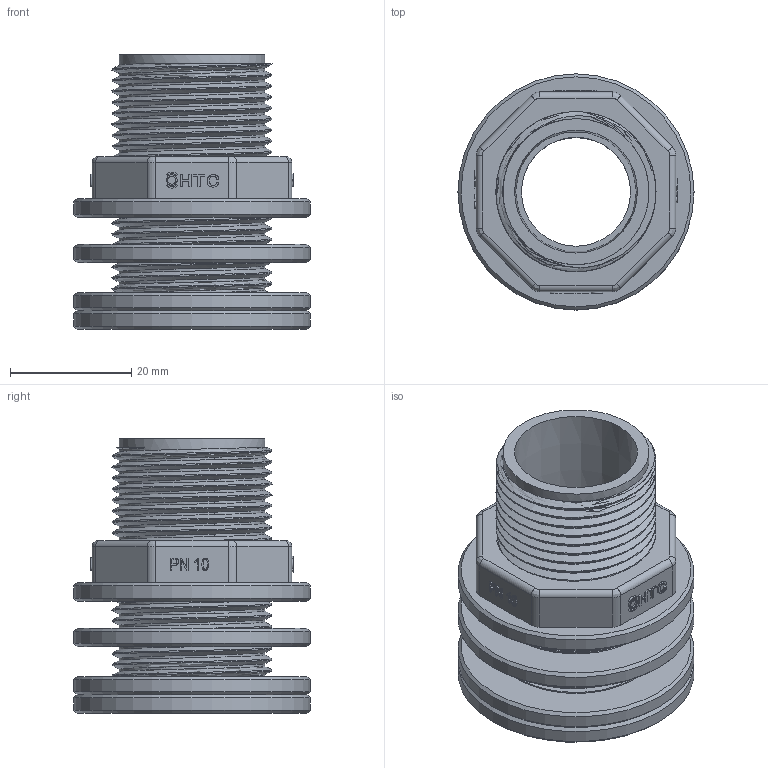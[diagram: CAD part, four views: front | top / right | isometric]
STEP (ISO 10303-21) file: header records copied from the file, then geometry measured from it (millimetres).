
FILE_DESCRIPTION(/* description */ (''),/* implementation_level */ '2;1');
FILE_NAME(/* name */ '圆底水箱接头20.stp',/* time_stamp */ '2025-09-27T08:37:09+08:00',/* author */ (''),/* organization */ (''),/* preprocessor_version */ 'ST-DEVELOPER v16.7',/* originating_system */ 'SIEMENS PLM Software NX 12.0',/* authorisation */ '');
FILE_SCHEMA (('AUTOMOTIVE_DESIGN { 1 0 10303 214 3 1 1 1 }'));
Length unit declared in the file: millimetre
Products named in the file (1): Admi06C0A70380ib
Bounding box: 39 x 39 x 45.3 mm (x, y, z)
Volume: 20714.9 mm3; surface area: 18016.7 mm2
Topology: 4 solids, 4 shells, 310 faces, 805 edges, 531 vertices
Faces by surface type: plane 145, cylinder 73, extrusion 71, bspline 12, cone 9
Full cylindrical faces by diameter (mm): 1.339 x1, 1.785 x1, 18 x1, 24.117 x21, 26.441 x21, 27 x2, 39 x4
Entity records: 15158 total; most frequent: CARTESIAN_POINT 9364, ORIENTED_EDGE 1312, DIRECTION 841, EDGE_CURVE 656, VERTEX_POINT 442, B_SPLINE_CURVE_WITH_KNOTS 419, EDGE_LOOP 326, VECTOR 293
